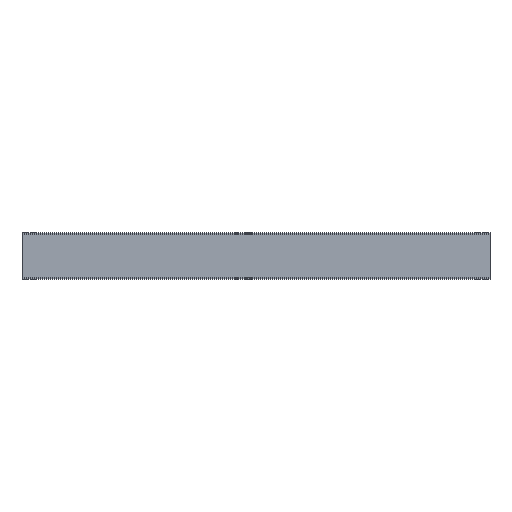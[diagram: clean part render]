
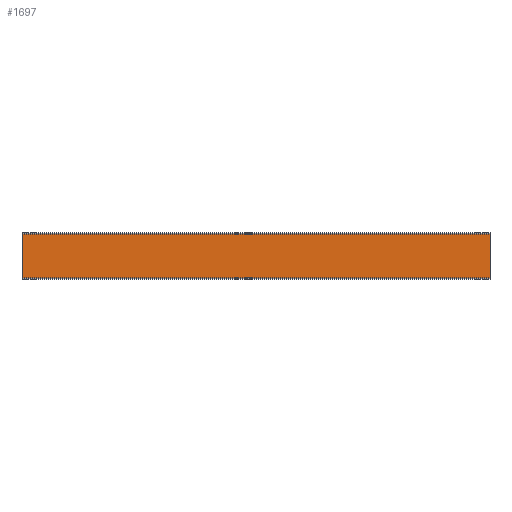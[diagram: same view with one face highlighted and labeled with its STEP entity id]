
A CAD part, top view. The second image highlights one B-rep face of the part: STEP entity #1697.
In plain terms, the highlighted planar face has unit normal (0, 0, 1).
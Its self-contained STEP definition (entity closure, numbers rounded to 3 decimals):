
#126=FACE_OUTER_BOUND('',#212,.T.);
#212=EDGE_LOOP('',(#1420,#1421,#1422,#1423));
#433=LINE('',#2817,#591);
#460=LINE('',#2915,#618);
#462=LINE('',#2922,#620);
#463=LINE('',#2923,#621);
#591=VECTOR('',#2237,1.);
#618=VECTOR('',#2338,1.);
#620=VECTOR('',#2346,1.);
#621=VECTOR('',#2347,1.);
#783=VERTEX_POINT('',#2814);
#784=VERTEX_POINT('',#2816);
#818=VERTEX_POINT('',#2913);
#820=VERTEX_POINT('',#2921);
#1022=EDGE_CURVE('',#784,#783,#433,.T.);
#1072=EDGE_CURVE('',#818,#783,#460,.F.);
#1075=EDGE_CURVE('',#820,#818,#462,.T.);
#1076=EDGE_CURVE('',#820,#784,#463,.T.);
#1420=ORIENTED_EDGE('',*,*,#1072,.F.);
#1421=ORIENTED_EDGE('',*,*,#1075,.F.);
#1422=ORIENTED_EDGE('',*,*,#1076,.T.);
#1423=ORIENTED_EDGE('',*,*,#1022,.T.);
#1622=PLANE('',#1919);
#1697=ADVANCED_FACE('',(#126),#1622,.T.);
#1919=AXIS2_PLACEMENT_3D('',#2920,#2344,#2345);
#2237=DIRECTION('',(0.,1.,0.));
#2338=DIRECTION('',(-1.,0.,0.));
#2344=DIRECTION('center_axis',(0.,0.,1.));
#2345=DIRECTION('ref_axis',(0.,-1.,0.));
#2346=DIRECTION('',(0.,1.,0.));
#2347=DIRECTION('',(1.,0.,0.));
#2814=CARTESIAN_POINT('',(3273.755,223.64,-48.5));
#2816=CARTESIAN_POINT('',(3273.755,-69.36,-48.5));
#2817=CARTESIAN_POINT('',(3273.755,77.14,-48.5));
#2913=CARTESIAN_POINT('',(243.755,223.64,-48.5));
#2915=CARTESIAN_POINT('',(1758.755,223.64,-48.5));
#2920=CARTESIAN_POINT('Origin',(1758.755,223.64,-48.5));
#2921=CARTESIAN_POINT('',(243.755,-69.36,-48.5));
#2922=CARTESIAN_POINT('',(243.755,77.14,-48.5));
#2923=CARTESIAN_POINT('',(1758.755,-69.36,-48.5));
